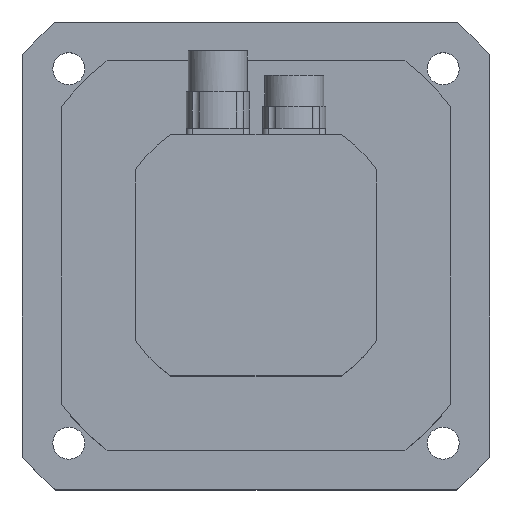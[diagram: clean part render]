
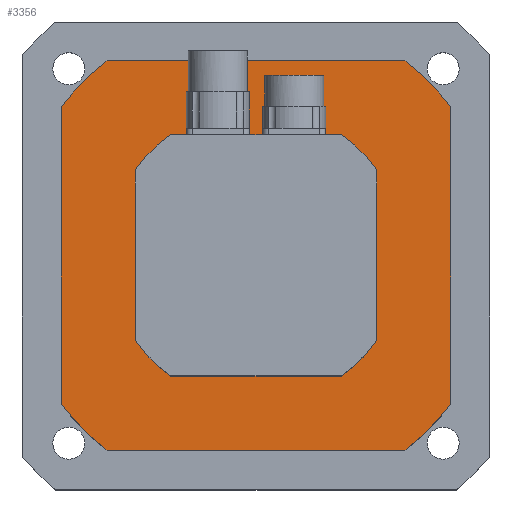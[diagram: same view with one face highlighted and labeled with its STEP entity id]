
A CAD part, top view. The second image highlights one B-rep face of the part: STEP entity #3356.
In plain terms, the highlighted planar face has unit normal (0, 0, 1).
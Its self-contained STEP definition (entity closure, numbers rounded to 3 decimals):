
#752=CIRCLE('',#3562,99.5);
#754=CIRCLE('',#3566,99.5);
#757=CIRCLE('',#3573,99.5);
#758=CIRCLE('',#3575,99.5);
#983=VERTEX_POINT('',#5060);
#984=VERTEX_POINT('',#5062);
#986=VERTEX_POINT('',#5068);
#988=VERTEX_POINT('',#5074);
#990=VERTEX_POINT('',#5080);
#993=VERTEX_POINT('',#5087);
#994=VERTEX_POINT('',#5089);
#996=VERTEX_POINT('',#5095);
#1249=VECTOR('',#4069,1.);
#1254=VECTOR('',#4081,1.);
#1258=VECTOR('',#4092,1.);
#1262=VECTOR('',#4097,1.);
#1473=LINE('',#5061,#1249);
#1478=LINE('',#5075,#1254);
#1482=LINE('',#5088,#1258);
#1486=LINE('',#5096,#1262);
#1749=EDGE_CURVE('',#984,#983,#1473,.T.);
#1753=EDGE_CURVE('',#983,#986,#752,.T.);
#1756=EDGE_CURVE('',#986,#988,#1478,.T.);
#1759=EDGE_CURVE('',#988,#990,#754,.T.);
#1762=EDGE_CURVE('',#994,#993,#1482,.T.);
#1766=EDGE_CURVE('',#990,#996,#1486,.T.);
#1769=EDGE_CURVE('',#993,#984,#757,.T.);
#1770=EDGE_CURVE('',#996,#994,#758,.T.);
#2329=ORIENTED_EDGE('',*,*,#1766,.T.);
#2330=ORIENTED_EDGE('',*,*,#1770,.T.);
#2331=ORIENTED_EDGE('',*,*,#1762,.T.);
#2332=ORIENTED_EDGE('',*,*,#1769,.T.);
#2333=ORIENTED_EDGE('',*,*,#1749,.T.);
#2334=ORIENTED_EDGE('',*,*,#1753,.T.);
#2335=ORIENTED_EDGE('',*,*,#1756,.T.);
#2336=ORIENTED_EDGE('',*,*,#1759,.T.);
#2917=EDGE_LOOP('',(#2329,#2330,#2331,#2332,#2333,#2334,#2335,#2336));
#3149=FACE_BOUND('',#2917,.T.);
#3356=ADVANCED_FACE('',(#3149),#5653,.T.);
#3562=AXIS2_PLACEMENT_3D('',#5069,#4076,#4077);
#3566=AXIS2_PLACEMENT_3D('',#5081,#4087,#4088);
#3573=AXIS2_PLACEMENT_3D('',#5101,#4105,#4106);
#3574=AXIS2_PLACEMENT_3D('',#5102,#4107,$);
#3575=AXIS2_PLACEMENT_3D('',#5103,#4108,#4109);
#4069=DIRECTION('',(0.,-1.,0.));
#4076=DIRECTION('',(0.,0.,1.));
#4077=DIRECTION('',(99.5,0.,0.));
#4081=DIRECTION('',(1.,0.,0.));
#4087=DIRECTION('',(0.,0.,1.));
#4088=DIRECTION('',(99.5,0.,0.));
#4092=DIRECTION('',(-1.,0.,0.));
#4097=DIRECTION('',(0.,1.,0.));
#4105=DIRECTION('',(0.,0.,1.));
#4106=DIRECTION('',(99.5,0.,0.));
#4107=DIRECTION('',(0.,0.,1.));
#4108=DIRECTION('',(0.,0.,1.));
#4109=DIRECTION('',(99.5,0.,0.));
#5060=CARTESIAN_POINT('',(-79.,-60.492,0.));
#5061=CARTESIAN_POINT('',(-79.,60.492,0.));
#5062=CARTESIAN_POINT('',(-79.,60.492,0.));
#5068=CARTESIAN_POINT('',(-60.492,-79.,0.));
#5069=CARTESIAN_POINT('',(0.,0.,0.));
#5074=CARTESIAN_POINT('',(60.492,-79.,0.));
#5075=CARTESIAN_POINT('',(-60.492,-79.,0.));
#5080=CARTESIAN_POINT('',(79.,-60.492,0.));
#5081=CARTESIAN_POINT('',(0.,0.,0.));
#5087=CARTESIAN_POINT('',(-60.492,79.,0.));
#5088=CARTESIAN_POINT('',(60.492,79.,0.));
#5089=CARTESIAN_POINT('',(60.492,79.,0.));
#5095=CARTESIAN_POINT('',(79.,60.492,0.));
#5096=CARTESIAN_POINT('',(79.,-60.492,0.));
#5101=CARTESIAN_POINT('',(0.,0.,0.));
#5102=CARTESIAN_POINT('',(0.,0.,0.));
#5103=CARTESIAN_POINT('',(0.,0.,0.));
#5653=PLANE('',#3574);
